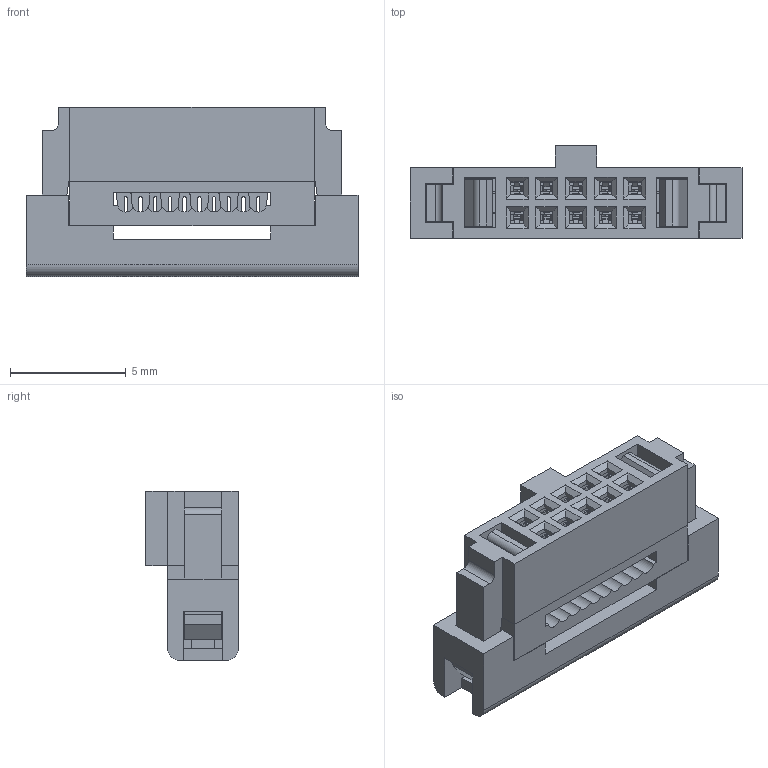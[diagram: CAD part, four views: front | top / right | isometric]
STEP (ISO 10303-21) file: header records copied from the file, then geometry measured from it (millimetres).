
FILE_DESCRIPTION(('FreeCAD Model'),'2;1');
FILE_NAME('Open CASCADE Shape Model','2023-09-25T12:14:42',(''),(''), 'Open CASCADE STEP processor 7.6','FreeCAD','Unknown');
FILE_SCHEMA(('AUTOMOTIVE_DESIGN { 1 0 10303 214 1 1 1 1 }'));
Length unit declared in the file: millimetre
Products named in the file (5): 4412SR-10; 801-4412-10; 801-4412-10-ZIF; 802-4412-440XX; 4412-3-10
Assembly tree (13 placements, depth 2):
  4412SR-10
    801-4412-10
    801-4412-10-ZIF
    802-4412-440XX  x10
    4412-3-10
Bounding box: 14.34 x 4 x 7.3 mm (x, y, z)
Volume: 222 mm3; surface area: 916.9 mm2
Topology: 13 solids, 13 shells, 1775 faces, 4825 edges, 3086 vertices
Faces by surface type: plane 1139, cylinder 576, bspline 40, cone 20
Entity records: 36104 total; most frequent: CARTESIAN_POINT 6732, DIRECTION 5482, LINE 3915, VECTOR 3915, ORIENTED_EDGE 2882, PCURVE 2882, DEFINITIONAL_REPRESENTATION 2882, EDGE_CURVE 1441
